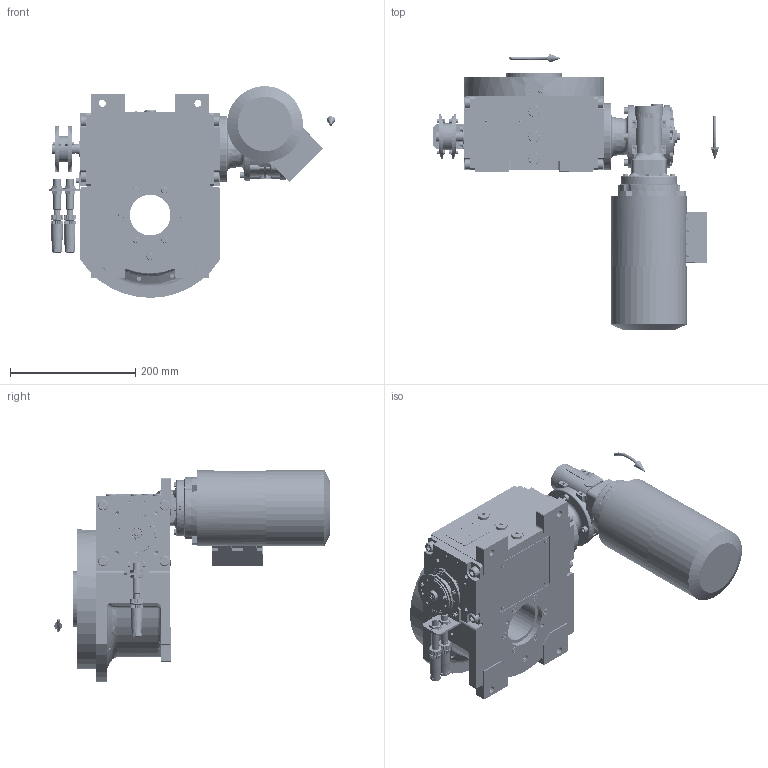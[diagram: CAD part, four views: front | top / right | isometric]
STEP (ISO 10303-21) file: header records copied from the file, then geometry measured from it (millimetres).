
FILE_DESCRIPTION (( 'STEP AP203' ), '1' );
FILE_NAME ('PC5201744.step', '2025-12-11T09:07:08', ( '' ), ( '' ), 'SwSTEP 2.0', 'SolidWorks 2020', '' );
FILE_SCHEMA (( 'CONFIG_CONTROL_DESIGN' ));
Length unit declared in the file: millimetre
Products named in the file (91): cfn2003_01_054; cfn2401_02_005; cfn2000_01_103; AS_cfn2400_04_024; cfn2151_01_290; rig06_071_10_m_n_02_asm.stp; cfn2115_02_182; cfn2155_01_056; cfn2476_01_002_60x46; CFN2203_02_001.stp; cfn2205_01_013; AS_rig06_002_bl_003; 900_38_10_028; AS_900_38_30_003; cfn2002_01_008; AS_rig06_004; cfn2077_01_018; AS_900_38_10_028; CFN2000_01_185.stp; RIG06_021_AF0.stp; cfn2155_01_303; CFN2010_01_012.stp; cfn2151_01_109; cfn2070_05_005; cfn2128_04_004; 900_38_30_003; cfn2115_02_165; CFN2104_02_017.stp; RIG06_005_ASM.stp; cfn2000_01_124; cfn2400_04_024; olio_agip_blasia_150; PC5201744; cfn2104_01_016; cfn2055_01_002; CFN2356_03_047.stp; cfn2151_01_170; AS_cfn2476_01_002_60x46; cfn2155_01_200; cfn2128_19_002 ...
Assembly tree (89 placements, depth 5):
  cfn2151_01_290
  CFN2203_02_001.stp
  cfn2205_01_013
  cfn2077_01_018
  CFN2010_01_012.stp
Bounding box: 455.5 x 439.49 x 337.49 mm (x, y, z)
Volume: 5765812.5 mm3; surface area: 1096793.6 mm2
Topology: 78 solids, 78 shells, 5896 faces, 15058 edges, 9576 vertices
Faces by surface type: plane 2714, cylinder 2050, cone 938, torus 161, bspline 27, sphere 6
Entity records: 164631 total; most frequent: CARTESIAN_POINT 40588, DIRECTION 24167, ORIENTED_EDGE 23740, EDGE_CURVE 11870, AXIS2_PLACEMENT_3D 8899, VERTEX_POINT 7630, VECTOR 6369, LINE 6369
